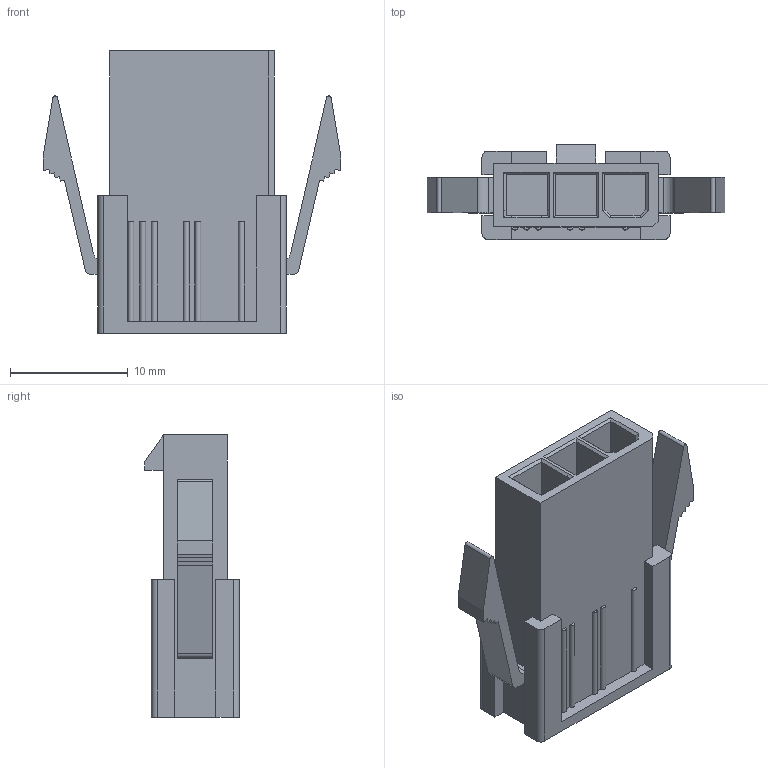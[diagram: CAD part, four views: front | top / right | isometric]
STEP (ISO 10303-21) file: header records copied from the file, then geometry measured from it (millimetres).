
FILE_DESCRIPTION (( 'STEP AP214' ), '1' );
FILE_NAME ('FHG42004-S03F2TB-REF .STEP', '2026-01-27T09:31:21', ( '' ), ( '' ), 'SwSTEP 2.0', 'SolidWorks 2021', '' );
FILE_SCHEMA (( 'AUTOMOTIVE_DESIGN' ));
Length unit declared in the file: millimetre
Products named in the file (1): FHG42004-S03F2TB-REF 
Bounding box: 25.34 x 8.05 x 24 mm (x, y, z)
Volume: 1295.8 mm3; surface area: 2587.9 mm2
Topology: 1 solids, 1 shells, 138 faces, 368 edges, 240 vertices
Faces by surface type: plane 122, cylinder 16
Entity records: 4250 total; most frequent: CARTESIAN_POINT 747, ORIENTED_EDGE 736, DIRECTION 678, EDGE_CURVE 368, LINE 336, VECTOR 336, VERTEX_POINT 240, AXIS2_PLACEMENT_3D 171
